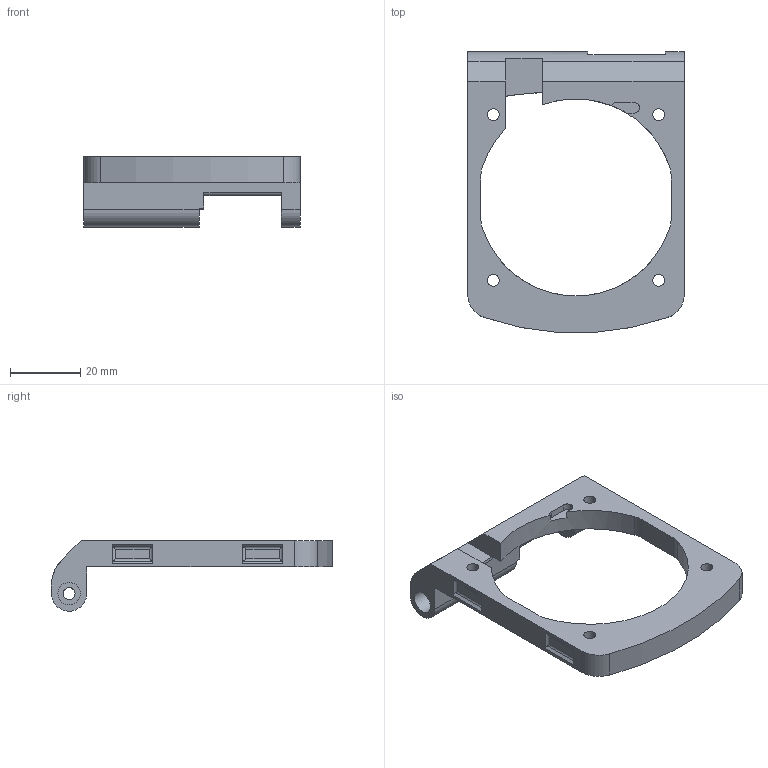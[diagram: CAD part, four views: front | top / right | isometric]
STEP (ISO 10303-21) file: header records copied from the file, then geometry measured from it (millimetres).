
FILE_DESCRIPTION(('FreeCAD Model'),'2;1');
FILE_NAME('Open CASCADE Shape Model','2024-11-10T09:24:21',('Author'),( ''),'Open CASCADE STEP processor 7.7','FreeCAD','Unknown');
FILE_SCHEMA(('AUTOMOTIVE_DESIGN { 1 0 10303 214 1 1 1 1 }'));
Length unit declared in the file: millimetre
Products named in the file (1): 3-IU-frame
Bounding box: 61.5 x 79.82 x 20 mm (x, y, z)
Volume: 17090.5 mm3; surface area: 9715.5 mm2
Topology: 1 solids, 1 shells, 113 faces, 322 edges, 218 vertices
Faces by surface type: plane 60, cylinder 52, bspline 1
Full cylindrical faces by diameter (mm): 3.4 x6, 6.1 x4, 6.4 x1
Entity records: 3800 total; most frequent: CARTESIAN_POINT 675, DIRECTION 666, ORIENTED_EDGE 644, EDGE_CURVE 322, AXIS2_PLACEMENT_3D 235, VERTEX_POINT 218, LINE 196, VECTOR 196
